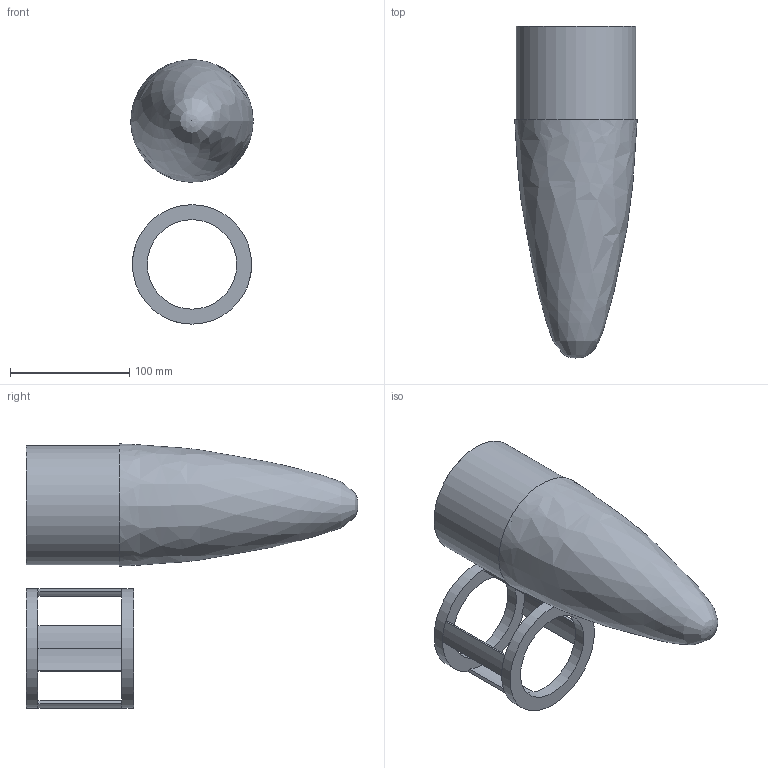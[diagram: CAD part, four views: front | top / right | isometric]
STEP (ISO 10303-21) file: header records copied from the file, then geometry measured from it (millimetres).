
FILE_DESCRIPTION(/* description */ (''),/* implementation_level */ '2;1');
FILE_NAME(/* name */ 'nosecone v1.step',/* time_stamp */ '2019-05-23T23:12:53+01:00',/* author */ ('kitobor'),/* organization */ (''),/* preprocessor_version */ 'ST-DEVELOPER v18',/* originating_system */ 'Autodesk Translation Framework v8.2.0.1029',/* authorisation */ '');
FILE_SCHEMA (('AUTOMOTIVE_DESIGN { 1 0 10303 214 3 1 1 }'));
Length unit declared in the file: millimetre
Products named in the file (1): nosecone
Bounding box: 102.59 x 278 x 221.31 mm (x, y, z)
Volume: 107004.6 mm3; surface area: 136928.3 mm2
Topology: 7 solids, 8 shells, 37 faces, 69 edges, 46 vertices
Faces by surface type: plane 22, cylinder 14, bspline 1
Full cylindrical faces by diameter (mm): 75 x2, 98 x1, 100 x3
Entity records: 1050 total; most frequent: CARTESIAN_POINT 244, DIRECTION 168, ORIENTED_EDGE 135, EDGE_CURVE 68, AXIS2_PLACEMENT_3D 65, VERTEX_POINT 46, EDGE_LOOP 43, LINE 38
